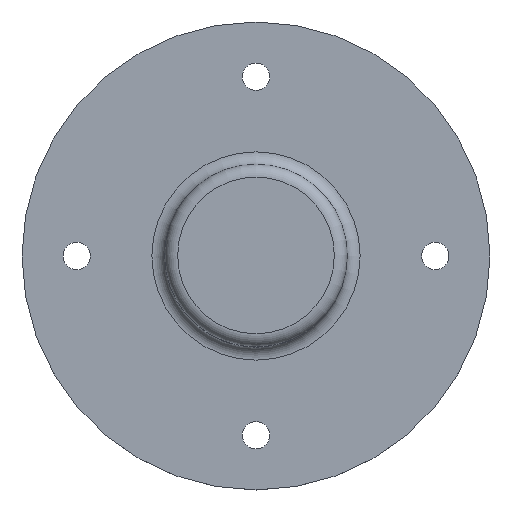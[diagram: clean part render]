
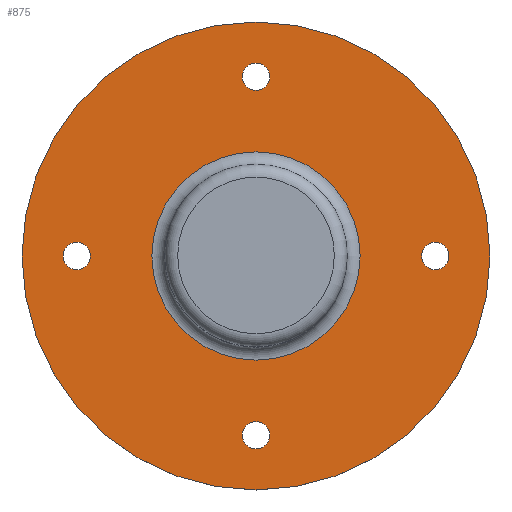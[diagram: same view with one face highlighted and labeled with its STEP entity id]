
A CAD part, top view. The second image highlights one B-rep face of the part: STEP entity #875.
In plain terms, the highlighted planar face has unit normal (0, 0, 1).
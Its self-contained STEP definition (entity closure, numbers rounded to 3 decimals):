
#278 = CYLINDRICAL_SURFACE('',#279,54.5);
#279 = AXIS2_PLACEMENT_3D('',#280,#281,#282);
#280 = CARTESIAN_POINT('',(0.,0.,
    0.));
#281 = DIRECTION('',(0.,0.,-1.));
#282 = DIRECTION('',(0.,1.,0.));
#333 = CYLINDRICAL_SURFACE('',#334,3.2);
#334 = AXIS2_PLACEMENT_3D('',#335,#336,#337);
#335 = CARTESIAN_POINT('',(-41.75,0.,-5.));
#336 = DIRECTION('',(0.,0.,-1.));
#337 = DIRECTION('',(0.,1.,0.));
#444 = CYLINDRICAL_SURFACE('',#445,3.2);
#445 = AXIS2_PLACEMENT_3D('',#446,#447,#448);
#446 = CARTESIAN_POINT('',(0.,-41.75,-5.));
#447 = DIRECTION('',(0.,0.,-1.));
#448 = DIRECTION('',(0.,1.,0.));
#499 = CYLINDRICAL_SURFACE('',#500,3.2);
#500 = AXIS2_PLACEMENT_3D('',#501,#502,#503);
#501 = CARTESIAN_POINT('',(41.75,0.,-5.));
#502 = DIRECTION('',(0.,0.,-1.));
#503 = DIRECTION('',(0.,1.,0.));
#554 = CYLINDRICAL_SURFACE('',#555,3.2);
#555 = AXIS2_PLACEMENT_3D('',#556,#557,#558);
#556 = CARTESIAN_POINT('',(0.,41.75,-5.));
#557 = DIRECTION('',(0.,0.,-1.));
#558 = DIRECTION('',(0.,1.,0.));
#570 = VERTEX_POINT('',#571);
#571 = CARTESIAN_POINT('',(0.,54.5,0.)
  );
#592 = EDGE_CURVE('',#570,#570,#593,.T.);
#593 = SURFACE_CURVE('',#594,(#599,#606),.PCURVE_S1.);
#594 = CIRCLE('',#595,54.5);
#595 = AXIS2_PLACEMENT_3D('',#596,#597,#598);
#596 = CARTESIAN_POINT('',(0.,0.,
    0.));
#597 = DIRECTION('',(0.,0.,-1.));
#598 = DIRECTION('',(0.,1.,0.));
#599 = PCURVE('',#278,#600);
#600 = DEFINITIONAL_REPRESENTATION('',(#601),#605);
#601 = LINE('',#602,#603);
#602 = CARTESIAN_POINT('',(0.,0.));
#603 = VECTOR('',#604,1.);
#604 = DIRECTION('',(1.,0.));
#605 = ( GEOMETRIC_REPRESENTATION_CONTEXT(2) 
PARAMETRIC_REPRESENTATION_CONTEXT() REPRESENTATION_CONTEXT('2D SPACE',''
  ) );
#606 = PCURVE('',#607,#612);
#607 = PLANE('',#608);
#608 = AXIS2_PLACEMENT_3D('',#609,#610,#611);
#609 = CARTESIAN_POINT('',(0.,0.,
    0.));
#610 = DIRECTION('',(0.,0.,-1.));
#611 = DIRECTION('',(0.,1.,0.));
#612 = DEFINITIONAL_REPRESENTATION('',(#613),#617);
#613 = CIRCLE('',#614,54.5);
#614 = AXIS2_PLACEMENT_2D('',#615,#616);
#615 = CARTESIAN_POINT('',(0.,0.));
#616 = DIRECTION('',(1.,0.));
#617 = ( GEOMETRIC_REPRESENTATION_CONTEXT(2) 
PARAMETRIC_REPRESENTATION_CONTEXT() REPRESENTATION_CONTEXT('2D SPACE',''
  ) );
#625 = VERTEX_POINT('',#626);
#626 = CARTESIAN_POINT('',(-41.75,3.2,0.));
#647 = EDGE_CURVE('',#625,#625,#648,.T.);
#648 = SURFACE_CURVE('',#649,(#654,#661),.PCURVE_S1.);
#649 = CIRCLE('',#650,3.2);
#650 = AXIS2_PLACEMENT_3D('',#651,#652,#653);
#651 = CARTESIAN_POINT('',(-41.75,0.,0.
    ));
#652 = DIRECTION('',(0.,0.,-1.));
#653 = DIRECTION('',(0.,1.,0.));
#654 = PCURVE('',#333,#655);
#655 = DEFINITIONAL_REPRESENTATION('',(#656),#660);
#656 = LINE('',#657,#658);
#657 = CARTESIAN_POINT('',(0.,-5.));
#658 = VECTOR('',#659,1.);
#659 = DIRECTION('',(1.,0.));
#660 = ( GEOMETRIC_REPRESENTATION_CONTEXT(2) 
PARAMETRIC_REPRESENTATION_CONTEXT() REPRESENTATION_CONTEXT('2D SPACE',''
  ) );
#661 = PCURVE('',#607,#662);
#662 = DEFINITIONAL_REPRESENTATION('',(#663),#667);
#663 = CIRCLE('',#664,3.2);
#664 = AXIS2_PLACEMENT_2D('',#665,#666);
#665 = CARTESIAN_POINT('',(0.,-41.75));
#666 = DIRECTION('',(1.,0.));
#667 = ( GEOMETRIC_REPRESENTATION_CONTEXT(2) 
PARAMETRIC_REPRESENTATION_CONTEXT() REPRESENTATION_CONTEXT('2D SPACE',''
  ) );
#730 = VERTEX_POINT('',#731);
#731 = CARTESIAN_POINT('',(0.,-38.55,0.)
  );
#752 = EDGE_CURVE('',#730,#730,#753,.T.);
#753 = SURFACE_CURVE('',#754,(#759,#766),.PCURVE_S1.);
#754 = CIRCLE('',#755,3.2);
#755 = AXIS2_PLACEMENT_3D('',#756,#757,#758);
#756 = CARTESIAN_POINT('',(0.,-41.75,0.
    ));
#757 = DIRECTION('',(0.,0.,-1.));
#758 = DIRECTION('',(0.,1.,0.));
#759 = PCURVE('',#444,#760);
#760 = DEFINITIONAL_REPRESENTATION('',(#761),#765);
#761 = LINE('',#762,#763);
#762 = CARTESIAN_POINT('',(0.,-5.));
#763 = VECTOR('',#764,1.);
#764 = DIRECTION('',(1.,0.));
#765 = ( GEOMETRIC_REPRESENTATION_CONTEXT(2) 
PARAMETRIC_REPRESENTATION_CONTEXT() REPRESENTATION_CONTEXT('2D SPACE',''
  ) );
#766 = PCURVE('',#607,#767);
#767 = DEFINITIONAL_REPRESENTATION('',(#768),#772);
#768 = CIRCLE('',#769,3.2);
#769 = AXIS2_PLACEMENT_2D('',#770,#771);
#770 = CARTESIAN_POINT('',(-41.75,0.));
#771 = DIRECTION('',(1.,0.));
#772 = ( GEOMETRIC_REPRESENTATION_CONTEXT(2) 
PARAMETRIC_REPRESENTATION_CONTEXT() REPRESENTATION_CONTEXT('2D SPACE',''
  ) );
#780 = VERTEX_POINT('',#781);
#781 = CARTESIAN_POINT('',(41.75,3.2,0.));
#802 = EDGE_CURVE('',#780,#780,#803,.T.);
#803 = SURFACE_CURVE('',#804,(#809,#816),.PCURVE_S1.);
#804 = CIRCLE('',#805,3.2);
#805 = AXIS2_PLACEMENT_3D('',#806,#807,#808);
#806 = CARTESIAN_POINT('',(41.75,0.,0.)
  );
#807 = DIRECTION('',(0.,0.,-1.));
#808 = DIRECTION('',(0.,1.,0.));
#809 = PCURVE('',#499,#810);
#810 = DEFINITIONAL_REPRESENTATION('',(#811),#815);
#811 = LINE('',#812,#813);
#812 = CARTESIAN_POINT('',(0.,-5.));
#813 = VECTOR('',#814,1.);
#814 = DIRECTION('',(1.,0.));
#815 = ( GEOMETRIC_REPRESENTATION_CONTEXT(2) 
PARAMETRIC_REPRESENTATION_CONTEXT() REPRESENTATION_CONTEXT('2D SPACE',''
  ) );
#816 = PCURVE('',#607,#817);
#817 = DEFINITIONAL_REPRESENTATION('',(#818),#822);
#818 = CIRCLE('',#819,3.2);
#819 = AXIS2_PLACEMENT_2D('',#820,#821);
#820 = CARTESIAN_POINT('',(0.,41.75));
#821 = DIRECTION('',(1.,0.));
#822 = ( GEOMETRIC_REPRESENTATION_CONTEXT(2) 
PARAMETRIC_REPRESENTATION_CONTEXT() REPRESENTATION_CONTEXT('2D SPACE',''
  ) );
#830 = VERTEX_POINT('',#831);
#831 = CARTESIAN_POINT('',(0.,44.95,0.));
#852 = EDGE_CURVE('',#830,#830,#853,.T.);
#853 = SURFACE_CURVE('',#854,(#859,#866),.PCURVE_S1.);
#854 = CIRCLE('',#855,3.2);
#855 = AXIS2_PLACEMENT_3D('',#856,#857,#858);
#856 = CARTESIAN_POINT('',(0.,41.75,0.)
  );
#857 = DIRECTION('',(0.,0.,-1.));
#858 = DIRECTION('',(0.,1.,0.));
#859 = PCURVE('',#554,#860);
#860 = DEFINITIONAL_REPRESENTATION('',(#861),#865);
#861 = LINE('',#862,#863);
#862 = CARTESIAN_POINT('',(0.,-5.));
#863 = VECTOR('',#864,1.);
#864 = DIRECTION('',(1.,0.));
#865 = ( GEOMETRIC_REPRESENTATION_CONTEXT(2) 
PARAMETRIC_REPRESENTATION_CONTEXT() REPRESENTATION_CONTEXT('2D SPACE',''
  ) );
#866 = PCURVE('',#607,#867);
#867 = DEFINITIONAL_REPRESENTATION('',(#868),#872);
#868 = CIRCLE('',#869,3.2);
#869 = AXIS2_PLACEMENT_2D('',#870,#871);
#870 = CARTESIAN_POINT('',(41.75,0.));
#871 = DIRECTION('',(1.,0.));
#872 = ( GEOMETRIC_REPRESENTATION_CONTEXT(2) 
PARAMETRIC_REPRESENTATION_CONTEXT() REPRESENTATION_CONTEXT('2D SPACE',''
  ) );
#875 = ADVANCED_FACE('',(#876,#879,#882,#913,#916,#919),#607,.F.);
#876 = FACE_BOUND('',#877,.T.);
#877 = EDGE_LOOP('',(#878));
#878 = ORIENTED_EDGE('',*,*,#592,.F.);
#879 = FACE_BOUND('',#880,.T.);
#880 = EDGE_LOOP('',(#881));
#881 = ORIENTED_EDGE('',*,*,#647,.T.);
#882 = FACE_BOUND('',#883,.T.);
#883 = EDGE_LOOP('',(#884));
#884 = ORIENTED_EDGE('',*,*,#885,.T.);
#885 = EDGE_CURVE('',#886,#886,#888,.T.);
#886 = VERTEX_POINT('',#887);
#887 = CARTESIAN_POINT('',(0.,24.25,
    0.));
#888 = SURFACE_CURVE('',#889,(#894,#901),.PCURVE_S1.);
#889 = CIRCLE('',#890,24.25);
#890 = AXIS2_PLACEMENT_3D('',#891,#892,#893);
#891 = CARTESIAN_POINT('',(0.,0.,
    0.));
#892 = DIRECTION('',(0.,0.,-1.));
#893 = DIRECTION('',(0.,1.,0.));
#894 = PCURVE('',#607,#895);
#895 = DEFINITIONAL_REPRESENTATION('',(#896),#900);
#896 = CIRCLE('',#897,24.25);
#897 = AXIS2_PLACEMENT_2D('',#898,#899);
#898 = CARTESIAN_POINT('',(0.,0.));
#899 = DIRECTION('',(1.,0.));
#900 = ( GEOMETRIC_REPRESENTATION_CONTEXT(2) 
PARAMETRIC_REPRESENTATION_CONTEXT() REPRESENTATION_CONTEXT('2D SPACE',''
  ) );
#901 = PCURVE('',#902,#907);
#902 = TOROIDAL_SURFACE('',#903,24.25,3.);
#903 = AXIS2_PLACEMENT_3D('',#904,#905,#906);
#904 = CARTESIAN_POINT('',(0.,0.,3.));
#905 = DIRECTION('',(0.,0.,1.));
#906 = DIRECTION('',(0.,1.,0.));
#907 = DEFINITIONAL_REPRESENTATION('',(#908),#912);
#908 = LINE('',#909,#910);
#909 = CARTESIAN_POINT('',(0.,4.712));
#910 = VECTOR('',#911,1.);
#911 = DIRECTION('',(-1.,0.));
#912 = ( GEOMETRIC_REPRESENTATION_CONTEXT(2) 
PARAMETRIC_REPRESENTATION_CONTEXT() REPRESENTATION_CONTEXT('2D SPACE',''
  ) );
#913 = FACE_BOUND('',#914,.T.);
#914 = EDGE_LOOP('',(#915));
#915 = ORIENTED_EDGE('',*,*,#802,.T.);
#916 = FACE_BOUND('',#917,.T.);
#917 = EDGE_LOOP('',(#918));
#918 = ORIENTED_EDGE('',*,*,#852,.T.);
#919 = FACE_BOUND('',#920,.T.);
#920 = EDGE_LOOP('',(#921));
#921 = ORIENTED_EDGE('',*,*,#752,.T.);
